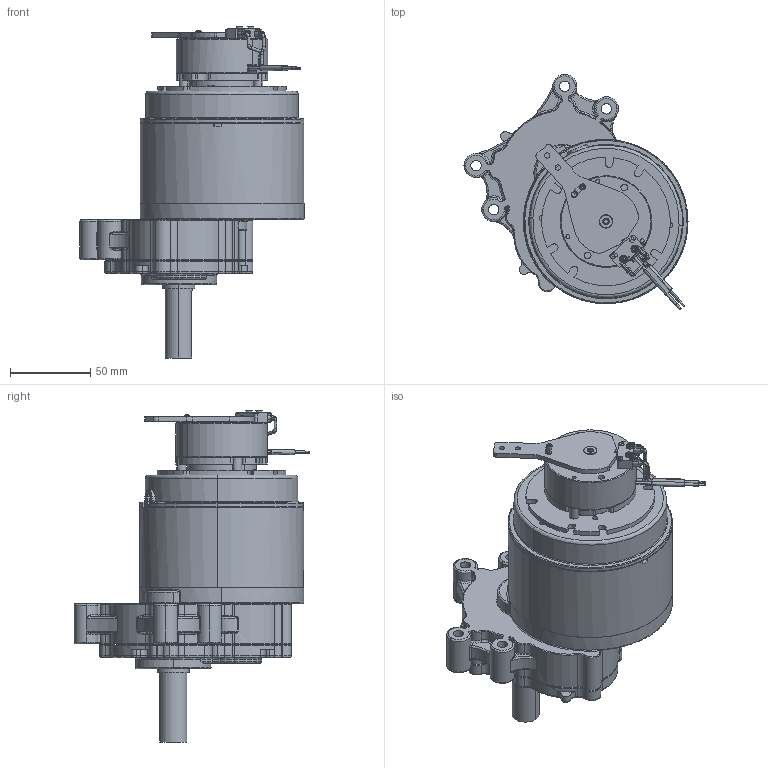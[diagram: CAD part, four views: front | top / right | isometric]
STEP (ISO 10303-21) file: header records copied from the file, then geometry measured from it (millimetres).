
FILE_DESCRIPTION (( 'STEP AP203' ), '1' );
FILE_NAME ('85JC軞蚾(1).STEP', '2024-02-27T06:50:29', ( '' ), ( '' ), 'SwSTEP 2.0', 'SolidWorks 2020', '' );
FILE_SCHEMA (( 'CONFIG_CONTROL_DESIGN' ));
Length unit declared in the file: millimetre
Products named in the file (1): 85JC軞蚾(1)
Bounding box: 139.33 x 146.6 x 206.49 mm (x, y, z)
Volume: 424031.5 mm3; surface area: 241359.7 mm2
Topology: 26 solids, 26 shells, 2845 faces, 7664 edges, 4775 vertices
Faces by surface type: cylinder 1044, bspline 804, plane 767, cone 178, torus 36, sphere 16
Entity records: 130032 total; most frequent: CARTESIAN_POINT 63513, ORIENTED_EDGE 15140, DIRECTION 12681, EDGE_CURVE 7570, AXIS2_PLACEMENT_3D 4976, VERTEX_POINT 4769, EDGE_LOOP 3109, CIRCLE 2934
